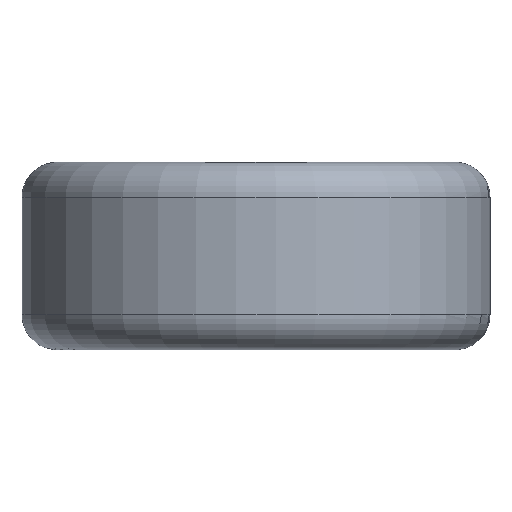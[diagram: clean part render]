
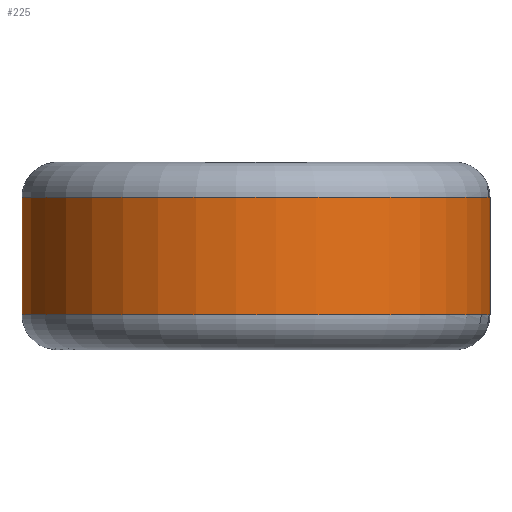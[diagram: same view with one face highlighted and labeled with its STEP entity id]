
A CAD part, left-side view. The second image highlights one B-rep face of the part: STEP entity #225.
In plain terms, the highlighted cylindrical face has radius 10 mm (diameter 20 mm), a partial arc.
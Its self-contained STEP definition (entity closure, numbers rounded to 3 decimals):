
#19=CYLINDRICAL_SURFACE('',#257,10.);
#27=LINE('',#420,#39);
#28=LINE('',#421,#40);
#39=VECTOR('',#292,10.);
#40=VECTOR('',#293,10.);
#56=FACE_OUTER_BOUND('',#70,.T.);
#70=EDGE_LOOP('',(#170,#171,#172,#173));
#82=CIRCLE('',#250,10.);
#86=CIRCLE('',#256,10.);
#103=VERTEX_POINT('',#329);
#104=VERTEX_POINT('',#346);
#111=VERTEX_POINT('',#384);
#113=VERTEX_POINT('',#403);
#125=EDGE_CURVE('',#103,#104,#82,.T.);
#136=EDGE_CURVE('',#113,#111,#86,.T.);
#137=EDGE_CURVE('',#111,#103,#27,.T.);
#138=EDGE_CURVE('',#104,#113,#28,.T.);
#170=ORIENTED_EDGE('',*,*,#125,.F.);
#171=ORIENTED_EDGE('',*,*,#137,.F.);
#172=ORIENTED_EDGE('',*,*,#136,.F.);
#173=ORIENTED_EDGE('',*,*,#138,.F.);
#225=ADVANCED_FACE('',(#56),#19,.T.);
#250=AXIS2_PLACEMENT_3D('',#347,#274,#275);
#256=AXIS2_PLACEMENT_3D('',#418,#288,#289);
#257=AXIS2_PLACEMENT_3D('',#419,#290,#291);
#274=DIRECTION('center_axis',(0.,0.,-1.));
#275=DIRECTION('ref_axis',(-1.,0.,0.));
#288=DIRECTION('center_axis',(0.,0.,1.));
#289=DIRECTION('ref_axis',(-1.,0.,0.));
#290=DIRECTION('center_axis',(0.,0.,1.));
#291=DIRECTION('ref_axis',(-1.,0.,0.));
#292=DIRECTION('',(0.,0.,-1.));
#293=DIRECTION('',(0.,0.,1.));
#329=CARTESIAN_POINT('',(8.,-6.,1.5));
#346=CARTESIAN_POINT('',(8.,6.,1.5));
#347=CARTESIAN_POINT('Origin',(0.,0.,1.5));
#384=CARTESIAN_POINT('',(8.,-6.,6.5));
#403=CARTESIAN_POINT('',(8.,6.,6.5));
#418=CARTESIAN_POINT('Origin',(0.,0.,6.5));
#419=CARTESIAN_POINT('Origin',(0.,0.,0.));
#420=CARTESIAN_POINT('',(8.,-6.,0.));
#421=CARTESIAN_POINT('',(8.,6.,0.));
